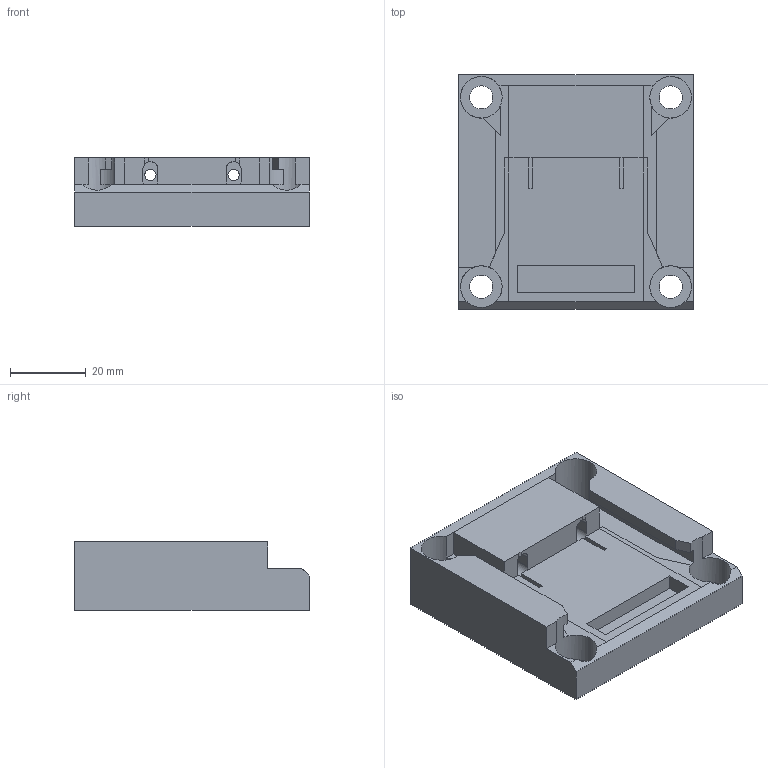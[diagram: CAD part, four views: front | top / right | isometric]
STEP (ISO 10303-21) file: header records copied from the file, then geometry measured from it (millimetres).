
FILE_DESCRIPTION(('FreeCAD Model'),'2;1');
FILE_NAME('battery_adapter_einhell_x-change.step','2020-01-23T23:03:23',('Author'),(''), 'Open CASCADE STEP processor 7.3','FreeCAD','Unknown');
FILE_SCHEMA(('AUTOMOTIVE_DESIGN { 1 0 10303 214 1 1 1 1 }'));
Length unit declared in the file: millimetre
Products named in the file (1): battery_adapter_einhell_x-change
Bounding box: 62 x 62 x 18 mm (x, y, z)
Volume: 47516.3 mm3; surface area: 15568.9 mm2
Topology: 1 solids, 1 shells, 83 faces, 228 edges, 148 vertices
Faces by surface type: plane 69, cylinder 14
Full cylindrical faces by diameter (mm): 3 x2, 6.1 x4, 11 x4
Entity records: 5719 total; most frequent: CARTESIAN_POINT 1076, DIRECTION 886, LINE 562, VECTOR 562, ORIENTED_EDGE 456, PCURVE 456, DEFINITIONAL_REPRESENTATION 456, EDGE_CURVE 228
